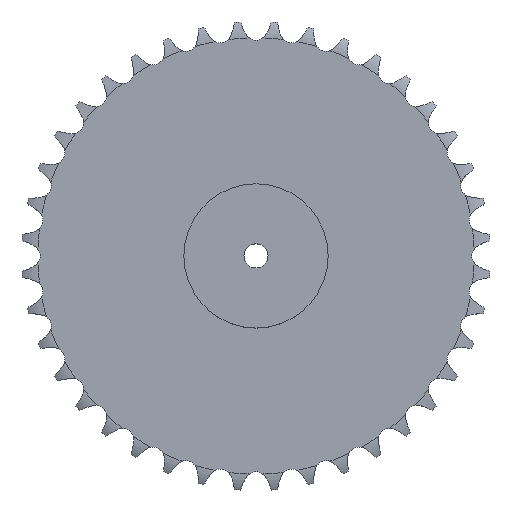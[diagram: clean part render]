
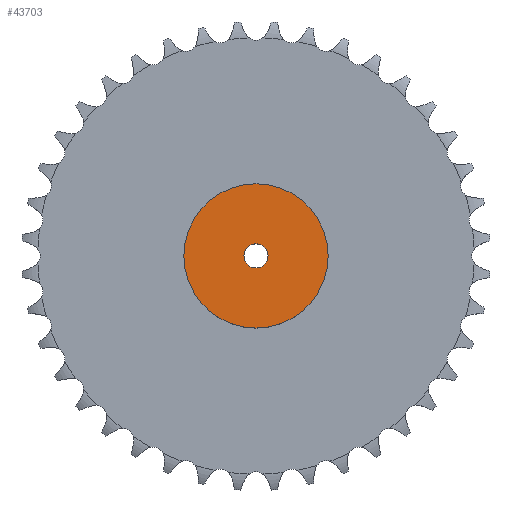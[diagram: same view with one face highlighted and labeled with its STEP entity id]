
A CAD part, top view. The second image highlights one B-rep face of the part: STEP entity #43703.
In plain terms, the highlighted planar face has unit normal (0, 0, 1).
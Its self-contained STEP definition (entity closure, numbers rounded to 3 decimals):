
#4881 = CYLINDRICAL_SURFACE('',#4882,90.);
#4882 = AXIS2_PLACEMENT_3D('',#4883,#4884,#4885);
#4883 = CARTESIAN_POINT('',(0.,0.,0.));
#4884 = DIRECTION('',(-0.,-0.,-1.));
#4885 = DIRECTION('',(1.,0.,0.));
#27632 = VERTEX_POINT('',#27633);
#27633 = CARTESIAN_POINT('',(90.,0.,75.));
#27654 = EDGE_CURVE('',#27632,#27632,#27655,.T.);
#27655 = SURFACE_CURVE('',#27656,(#27661,#27668),.PCURVE_S1.);
#27656 = CIRCLE('',#27657,90.);
#27657 = AXIS2_PLACEMENT_3D('',#27658,#27659,#27660);
#27658 = CARTESIAN_POINT('',(0.,0.,75.));
#27659 = DIRECTION('',(0.,0.,1.));
#27660 = DIRECTION('',(1.,0.,0.));
#27661 = PCURVE('',#4881,#27662);
#27662 = DEFINITIONAL_REPRESENTATION('',(#27663),#27667);
#27663 = LINE('',#27664,#27665);
#27664 = CARTESIAN_POINT('',(-0.,-75.));
#27665 = VECTOR('',#27666,1.);
#27666 = DIRECTION('',(-1.,0.));
#27667 = ( GEOMETRIC_REPRESENTATION_CONTEXT(2) 
PARAMETRIC_REPRESENTATION_CONTEXT() REPRESENTATION_CONTEXT('2D SPACE',''
  ) );
#27668 = PCURVE('',#27669,#27674);
#27669 = PLANE('',#27670);
#27670 = AXIS2_PLACEMENT_3D('',#27671,#27672,#27673);
#27671 = CARTESIAN_POINT('',(0.,0.,75.)
  );
#27672 = DIRECTION('',(0.,0.,1.));
#27673 = DIRECTION('',(1.,0.,0.));
#27674 = DEFINITIONAL_REPRESENTATION('',(#27675),#27679);
#27675 = CIRCLE('',#27676,90.);
#27676 = AXIS2_PLACEMENT_2D('',#27677,#27678);
#27677 = CARTESIAN_POINT('',(0.,0.));
#27678 = DIRECTION('',(1.,0.));
#27679 = ( GEOMETRIC_REPRESENTATION_CONTEXT(2) 
PARAMETRIC_REPRESENTATION_CONTEXT() REPRESENTATION_CONTEXT('2D SPACE',''
  ) );
#37101 = CYLINDRICAL_SURFACE('',#37102,15.);
#37102 = AXIS2_PLACEMENT_3D('',#37103,#37104,#37105);
#37103 = CARTESIAN_POINT('',(0.,0.,870.501));
#37104 = DIRECTION('',(0.,0.,1.));
#37105 = DIRECTION('',(1.,0.,0.));
#43703 = ADVANCED_FACE('',(#43704,#43707),#27669,.T.);
#43704 = FACE_BOUND('',#43705,.T.);
#43705 = EDGE_LOOP('',(#43706));
#43706 = ORIENTED_EDGE('',*,*,#27654,.T.);
#43707 = FACE_BOUND('',#43708,.T.);
#43708 = EDGE_LOOP('',(#43709));
#43709 = ORIENTED_EDGE('',*,*,#43710,.F.);
#43710 = EDGE_CURVE('',#43711,#43711,#43713,.T.);
#43711 = VERTEX_POINT('',#43712);
#43712 = CARTESIAN_POINT('',(15.,0.,75.));
#43713 = SURFACE_CURVE('',#43714,(#43719,#43726),.PCURVE_S1.);
#43714 = CIRCLE('',#43715,15.);
#43715 = AXIS2_PLACEMENT_3D('',#43716,#43717,#43718);
#43716 = CARTESIAN_POINT('',(0.,0.,75.));
#43717 = DIRECTION('',(0.,0.,1.));
#43718 = DIRECTION('',(1.,0.,0.));
#43719 = PCURVE('',#27669,#43720);
#43720 = DEFINITIONAL_REPRESENTATION('',(#43721),#43725);
#43721 = CIRCLE('',#43722,15.);
#43722 = AXIS2_PLACEMENT_2D('',#43723,#43724);
#43723 = CARTESIAN_POINT('',(0.,0.));
#43724 = DIRECTION('',(1.,0.));
#43725 = ( GEOMETRIC_REPRESENTATION_CONTEXT(2) 
PARAMETRIC_REPRESENTATION_CONTEXT() REPRESENTATION_CONTEXT('2D SPACE',''
  ) );
#43726 = PCURVE('',#37101,#43727);
#43727 = DEFINITIONAL_REPRESENTATION('',(#43728),#43732);
#43728 = LINE('',#43729,#43730);
#43729 = CARTESIAN_POINT('',(0.,-795.501));
#43730 = VECTOR('',#43731,1.);
#43731 = DIRECTION('',(1.,0.));
#43732 = ( GEOMETRIC_REPRESENTATION_CONTEXT(2) 
PARAMETRIC_REPRESENTATION_CONTEXT() REPRESENTATION_CONTEXT('2D SPACE',''
  ) );
